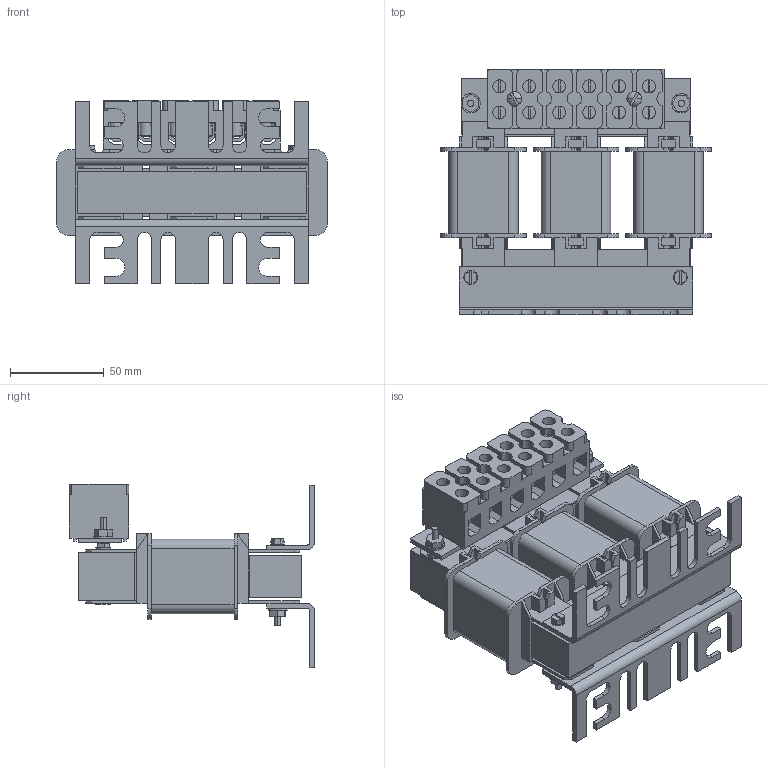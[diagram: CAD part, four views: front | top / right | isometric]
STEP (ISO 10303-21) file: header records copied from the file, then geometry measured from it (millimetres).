
FILE_DESCRIPTION (( 'STEP AP214' ), '1' );
FILE_NAME ('LR-11P0-1PH.STEP', '2012-03-01T17:50:08', ( ' ' ), ( ' ' ), 'SwSTEP 2.0', 'SolidWorks 2011', '' );
FILE_SCHEMA (( 'AUTOMOTIVE_DESIGN' ));
Length unit declared in the file: millimetre
Products named in the file (1): LR-11P0-1PH
Bounding box: 144.75 x 131.2 x 98.38 mm (x, y, z)
Volume: 540879.1 mm3; surface area: 167067.9 mm2
Topology: 43 solids, 43 shells, 1048 faces, 2771 edges, 1818 vertices
Faces by surface type: plane 794, cylinder 222, cone 24, sphere 8
Entity records: 40108 total; most frequent: CARTESIAN_POINT 5638, ORIENTED_EDGE 5542, DIRECTION 5409, EDGE_CURVE 2771, LINE 2231, VECTOR 2231, VERTEX_POINT 1818, AXIS2_PLACEMENT_3D 1589
